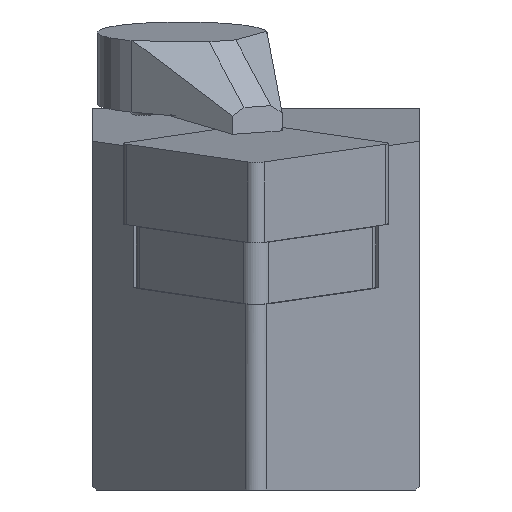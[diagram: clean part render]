
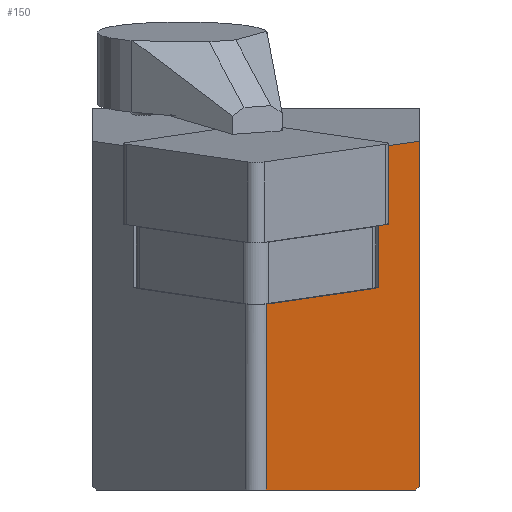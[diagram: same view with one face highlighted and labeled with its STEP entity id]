
A CAD part, left-side view. The second image highlights one B-rep face of the part: STEP entity #150.
In plain terms, the highlighted planar face has unit normal (-0.638, -0.766, -0.078).
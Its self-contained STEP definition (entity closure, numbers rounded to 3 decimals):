
#150=ADVANCED_FACE('',(#261),#214,.F.);
#214=PLANE('',#1248);
#261=FACE_OUTER_BOUND('',#326,.T.);
#326=EDGE_LOOP('',(#683,#684,#685,#686,#687,#688,#689,#690));
#380=LINE('',#1651,#502);
#386=LINE('',#1666,#508);
#397=LINE('',#1687,#519);
#407=LINE('',#1712,#529);
#422=LINE('',#1744,#544);
#423=LINE('',#1746,#545);
#424=LINE('',#1748,#546);
#425=LINE('',#1750,#547);
#502=VECTOR('',#1333,1.);
#508=VECTOR('',#1345,1.);
#519=VECTOR('',#1360,1.);
#529=VECTOR('',#1378,1.);
#544=VECTOR('',#1405,1.);
#545=VECTOR('',#1406,1.);
#546=VECTOR('',#1407,1.);
#547=VECTOR('',#1408,1.);
#683=ORIENTED_EDGE('',*,*,#1050,.F.);
#684=ORIENTED_EDGE('',*,*,#1043,.F.);
#685=ORIENTED_EDGE('',*,*,#1090,.F.);
#686=ORIENTED_EDGE('',*,*,#1091,.F.);
#687=ORIENTED_EDGE('',*,*,#1092,.F.);
#688=ORIENTED_EDGE('',*,*,#1093,.F.);
#689=ORIENTED_EDGE('',*,*,#1073,.F.);
#690=ORIENTED_EDGE('',*,*,#1061,.F.);
#942=VERTEX_POINT('',#1649);
#944=VERTEX_POINT('',#1652);
#950=VERTEX_POINT('',#1667);
#958=VERTEX_POINT('',#1688);
#969=VERTEX_POINT('',#1713);
#980=VERTEX_POINT('',#1745);
#981=VERTEX_POINT('',#1747);
#982=VERTEX_POINT('',#1749);
#1043=EDGE_CURVE('',#942,#944,#380,.T.);
#1050=EDGE_CURVE('',#944,#950,#386,.T.);
#1061=EDGE_CURVE('',#950,#958,#397,.T.);
#1073=EDGE_CURVE('',#958,#969,#407,.T.);
#1090=EDGE_CURVE('',#980,#942,#422,.T.);
#1091=EDGE_CURVE('',#981,#980,#423,.T.);
#1092=EDGE_CURVE('',#982,#981,#424,.T.);
#1093=EDGE_CURVE('',#969,#982,#425,.T.);
#1248=AXIS2_PLACEMENT_3D('',#1751,#1409,#1410);
#1333=DIRECTION('',(0.76,-0.643,0.093));
#1345=DIRECTION('',(-0.122,0.,0.993));
#1360=DIRECTION('',(0.76,-0.643,0.093));
#1378=DIRECTION('',(0.122,0.,-0.993));
#1405=DIRECTION('',(0.76,-0.643,0.093));
#1406=DIRECTION('',(-0.122,0.,0.993));
#1407=DIRECTION('',(-0.768,0.64,0.));
#1408=DIRECTION('',(-0.606,0.562,-0.562));
#1409=DIRECTION('',(0.638,0.766,0.078));
#1410=DIRECTION('',(-0.768,0.64,0.));
#1649=CARTESIAN_POINT('',(13.477,-21.655,-9.539));
#1651=CARTESIAN_POINT('',(17.433,-25.,-9.053));
#1652=CARTESIAN_POINT('',(13.765,-21.899,-9.503));
#1666=CARTESIAN_POINT('',(17.286,-21.899,-38.178));
#1667=CARTESIAN_POINT('',(12.447,-21.899,1.226));
#1687=CARTESIAN_POINT('',(16.116,-25.,1.676));
#1688=CARTESIAN_POINT('',(16.116,-25.,1.676));
#1712=CARTESIAN_POINT('',(20.954,-25.,-37.728));
#1713=CARTESIAN_POINT('',(19.354,-25.,-24.7));
#1744=CARTESIAN_POINT('',(17.433,-25.,-9.053));
#1745=CARTESIAN_POINT('',(3.553,-13.266,-10.757));
#1746=CARTESIAN_POINT('',(7.074,-13.266,-39.432));
#1747=CARTESIAN_POINT('',(5.302,-13.266,-25.));
#1748=CARTESIAN_POINT('',(20.314,-25.768,-25.));
#1749=CARTESIAN_POINT('',(19.031,-24.7,-25.));
#1750=CARTESIAN_POINT('',(15.501,-21.425,-28.275));
#1751=CARTESIAN_POINT('',(20.954,-25.,-37.728));
